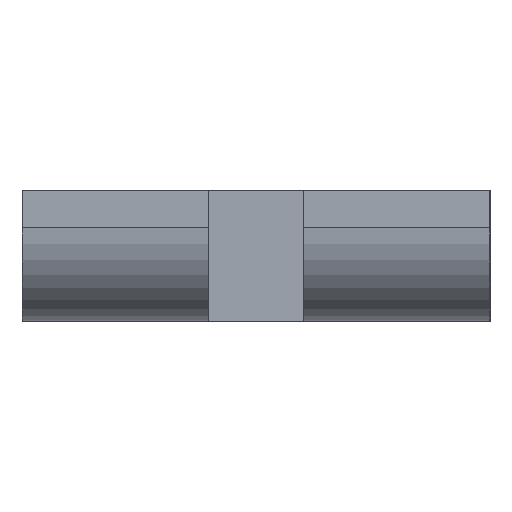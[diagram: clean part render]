
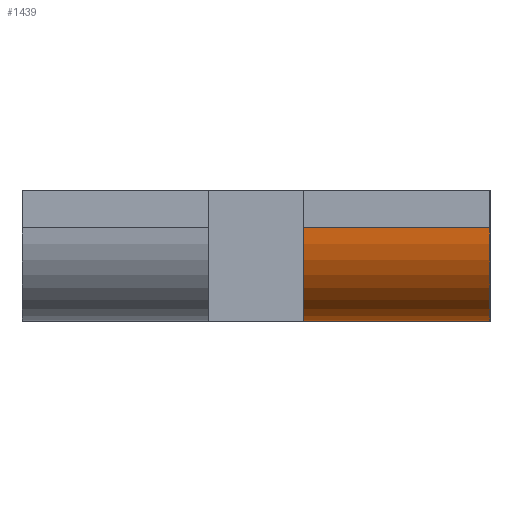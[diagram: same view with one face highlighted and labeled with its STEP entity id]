
A CAD part, left-side view. The second image highlights one B-rep face of the part: STEP entity #1439.
In plain terms, the highlighted cylindrical face has radius 10 mm (diameter 20 mm), a partial arc.
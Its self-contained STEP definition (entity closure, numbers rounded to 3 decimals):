
#18 = CARTESIAN_POINT ( 'NONE',  ( 10., 0., 10. ) ) ;
#21 = CARTESIAN_POINT ( 'NONE',  ( 10., -30.1, 10. ) ) ;
#41 = DIRECTION ( 'NONE',  ( 0., 1., 0. ) ) ;
#52 = DIRECTION ( 'NONE',  ( 0., 0., -1. ) ) ;
#96 = AXIS2_PLACEMENT_3D ( 'NONE', #1649, #1386, #720 ) ;
#165 = VERTEX_POINT ( 'NONE', #265 ) ;
#265 = CARTESIAN_POINT ( 'NONE',  ( 0., -30.1, 10. ) ) ;
#337 = LINE ( 'NONE', #1269, #629 ) ;
#389 = ORIENTED_EDGE ( 'NONE', *, *, #767, .F. ) ;
#427 = DIRECTION ( 'NONE',  ( 0., -1., 0. ) ) ;
#493 = VECTOR ( 'NONE', #427, 1000. ) ;
#510 = CIRCLE ( 'NONE', #1080, 10. ) ;
#547 = VERTEX_POINT ( 'NONE', #1457 ) ;
#580 = ORIENTED_EDGE ( 'NONE', *, *, #1534, .F. ) ;
#613 = FACE_OUTER_BOUND ( 'NONE', #773, .T. ) ;
#629 = VECTOR ( 'NONE', #1274, 1000. ) ;
#720 = DIRECTION ( 'NONE',  ( 0., 0., 1. ) ) ;
#767 = EDGE_CURVE ( 'NONE', #1137, #971, #337, .T. ) ;
#773 = EDGE_LOOP ( 'NONE', ( #946, #389, #1365, #580 ) ) ;
#825 = AXIS2_PLACEMENT_3D ( 'NONE', #18, #1355, #1434 ) ;
#871 = EDGE_CURVE ( 'NONE', #971, #165, #510, .T. ) ;
#901 = CARTESIAN_POINT ( 'NONE',  ( 10., -30.1, 0. ) ) ;
#916 = CYLINDRICAL_SURFACE ( 'NONE', #825, 10. ) ;
#946 = ORIENTED_EDGE ( 'NONE', *, *, #871, .F. ) ;
#971 = VERTEX_POINT ( 'NONE', #901 ) ;
#1080 = AXIS2_PLACEMENT_3D ( 'NONE', #21, #41, #52 ) ;
#1109 = EDGE_CURVE ( 'NONE', #547, #1137, #1393, .T. ) ;
#1137 = VERTEX_POINT ( 'NONE', #1545 ) ;
#1269 = CARTESIAN_POINT ( 'NONE',  ( 10., 0., 0. ) ) ;
#1274 = DIRECTION ( 'NONE',  ( 0., 1., 0. ) ) ;
#1355 = DIRECTION ( 'NONE',  ( 0., -1., 0. ) ) ;
#1365 = ORIENTED_EDGE ( 'NONE', *, *, #1109, .F. ) ;
#1386 = DIRECTION ( 'NONE',  ( 0., -1., 0. ) ) ;
#1393 = CIRCLE ( 'NONE', #96, 10. ) ;
#1434 = DIRECTION ( 'NONE',  ( 1., 0., 0. ) ) ;
#1439 = ADVANCED_FACE ( 'NONE', ( #613 ), #916, .T. ) ;
#1457 = CARTESIAN_POINT ( 'NONE',  ( 0., -50., 10. ) ) ;
#1483 = CARTESIAN_POINT ( 'NONE',  ( 0., 0., 10. ) ) ;
#1534 = EDGE_CURVE ( 'NONE', #165, #547, #1538, .T. ) ;
#1538 = LINE ( 'NONE', #1483, #493 ) ;
#1545 = CARTESIAN_POINT ( 'NONE',  ( 10., -50., 0. ) ) ;
#1649 = CARTESIAN_POINT ( 'NONE',  ( 10., -50., 10. ) ) ;
